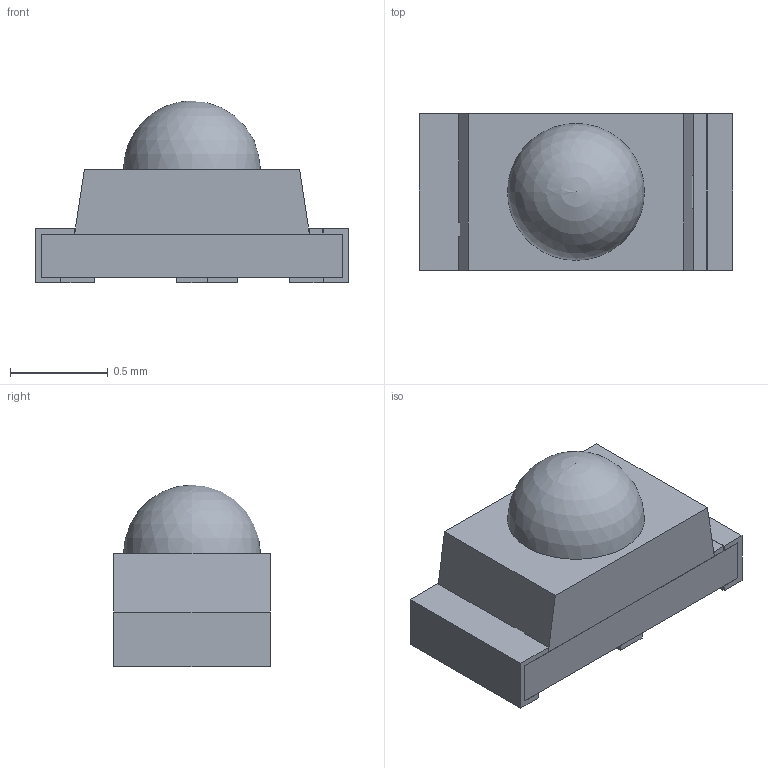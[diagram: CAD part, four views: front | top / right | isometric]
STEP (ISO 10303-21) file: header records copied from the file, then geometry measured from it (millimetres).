
FILE_DESCRIPTION(/* description */ ('Unknown'),/* implementation_level */ '2;1');
FILE_NAME(/* name */ '15406085B6000',/* time_stamp */ '2023-01-19T12:43:16+01:00',/* author */ ('Unknown'),/* organization */ ('Unknown'),/* preprocessor_version */ 'ST-DEVELOPER v16.7',/* originating_system */ 'Solid Edge',/* authorisation */ 'Unknown');
FILE_SCHEMA (('AUTOMOTIVE_DESIGN {1 0 10303 214 3 1 1}'));
Length unit declared in the file: millimetre
Products named in the file (4): 15406085B6000; Base; Contacts; Lense
Assembly tree (3 placements, depth 2):
  15406085B6000
    Base
    Contacts
    Lense
Bounding box: 1.6 x 0.8 x 0.93 mm (x, y, z)
Volume: 0.7 mm3; surface area: 10.8 mm2
Topology: 8 solids, 8 shells, 119 faces, 285 edges, 190 vertices
Faces by surface type: plane 109, cylinder 7, bspline 2, sphere 1
Full cylindrical faces by diameter (mm): 0.015 x2
Entity records: 4000 total; most frequent: CARTESIAN_POINT 731, ORIENTED_EDGE 554, DIRECTION 532, EDGE_CURVE 277, LINE 260, VECTOR 260, VERTEX_POINT 187, AXIS2_PLACEMENT_3D 136
